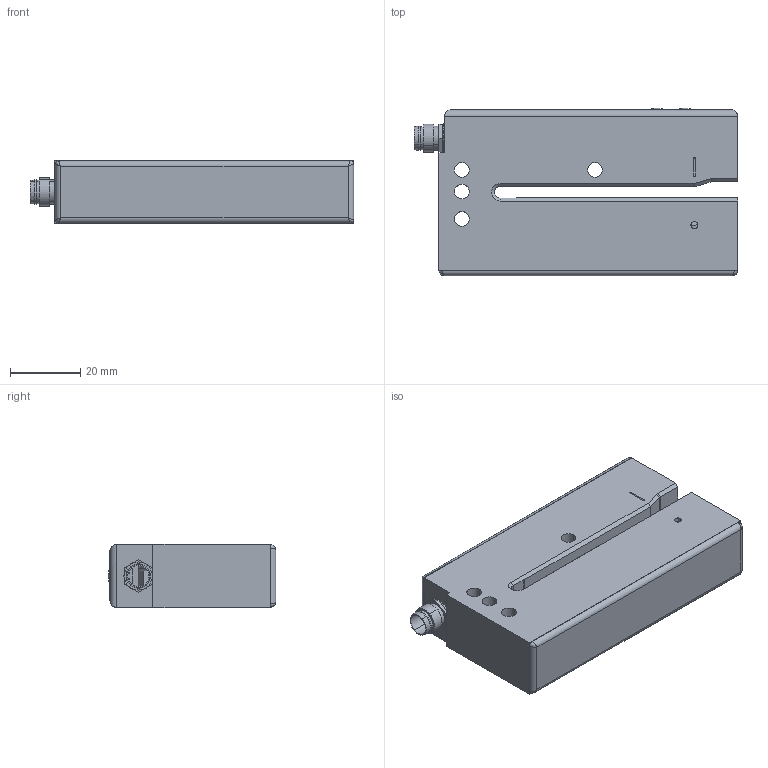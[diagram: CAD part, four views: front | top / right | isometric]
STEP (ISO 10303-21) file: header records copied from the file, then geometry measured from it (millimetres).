
FILE_DESCRIPTION(('STEP AP242'),'1');
FILE_NAME('sensor_xuvu06m3nsnm8.stp','2021-06-15T00:08:05',('TraceParts'),('TraceParts S.A.'),'Spatial InterOp 3D',' ',' ');
FILE_SCHEMA(('AP242_MANAGED_MODEL_BASED_3D_ENGINEERING_MIM_LF {1 0 10303 442 1 1 4}'));
Length unit declared in the file: millimetre
Products named in the file (1): sensor_xuvu06m3nsnm8_1
Bounding box: 92.35 x 47.79 x 18 mm (x, y, z)
Volume: 42723.5 mm3; surface area: 31323 mm2
Topology: 6 solids, 6 shells, 322 faces, 850 edges, 551 vertices
Faces by surface type: plane 165, cylinder 133, cone 10, bspline 6, torus 4, sphere 4
Entity records: 10603 total; most frequent: CARTESIAN_POINT 2491, DIRECTION 1702, ORIENTED_EDGE 1684, EDGE_CURVE 842, AXIS2_PLACEMENT_3D 586, VERTEX_POINT 551, LINE 530, VECTOR 530
